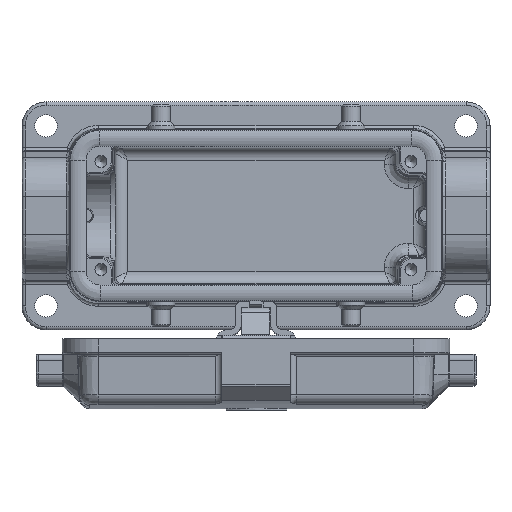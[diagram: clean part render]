
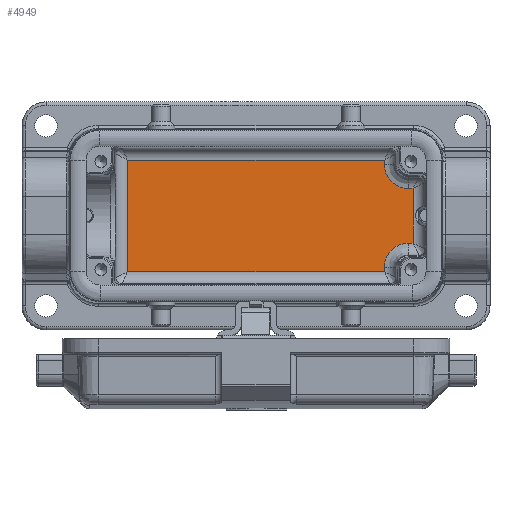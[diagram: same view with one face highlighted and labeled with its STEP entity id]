
A CAD part, top view. The second image highlights one B-rep face of the part: STEP entity #4949.
In plain terms, the highlighted planar face has unit normal (0, 0, 1).
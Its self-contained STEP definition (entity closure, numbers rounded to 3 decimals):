
#3677=FACE_OUTER_BOUND('',#8613,.T.);
#4949=ADVANCED_FACE('',(#3677),#5733,.F.);
#5733=PLANE('',#17679);
#6467=LINE('',#23988,#7506);
#6468=LINE('',#23991,#7507);
#6469=LINE('',#23995,#7508);
#6470=LINE('',#23997,#7509);
#6471=LINE('',#23999,#7510);
#6472=LINE('',#24001,#7511);
#6473=LINE('',#24003,#7512);
#6474=LINE('',#24007,#7513);
#7506=VECTOR('',#19488,1.);
#7507=VECTOR('',#19489,1.);
#7508=VECTOR('',#19492,1.);
#7509=VECTOR('',#19493,1.);
#7510=VECTOR('',#19494,1.);
#7511=VECTOR('',#19495,1.);
#7512=VECTOR('',#19496,1.);
#7513=VECTOR('',#19499,1.);
#8613=EDGE_LOOP('',(#9808,#9809,#9810,#9811,#9812,#9813,#9814,#9815,#9816,
#9817));
#9808=ORIENTED_EDGE('',*,*,#15073,.T.);
#9809=ORIENTED_EDGE('',*,*,#15074,.T.);
#9810=ORIENTED_EDGE('',*,*,#15075,.T.);
#9811=ORIENTED_EDGE('',*,*,#15076,.T.);
#9812=ORIENTED_EDGE('',*,*,#15077,.T.);
#9813=ORIENTED_EDGE('',*,*,#15078,.T.);
#9814=ORIENTED_EDGE('',*,*,#15079,.T.);
#9815=ORIENTED_EDGE('',*,*,#15080,.T.);
#9816=ORIENTED_EDGE('',*,*,#15081,.T.);
#9817=ORIENTED_EDGE('',*,*,#15082,.T.);
#13728=VERTEX_POINT('',#23989);
#13729=VERTEX_POINT('',#23990);
#13730=VERTEX_POINT('',#23992);
#13731=VERTEX_POINT('',#23994);
#13732=VERTEX_POINT('',#23996);
#13733=VERTEX_POINT('',#23998);
#13734=VERTEX_POINT('',#24000);
#13735=VERTEX_POINT('',#24002);
#13736=VERTEX_POINT('',#24004);
#13737=VERTEX_POINT('',#24006);
#15073=EDGE_CURVE('',#13728,#13729,#6467,.T.);
#15074=EDGE_CURVE('',#13729,#13730,#6468,.T.);
#15075=EDGE_CURVE('',#13730,#13731,#16810,.T.);
#15076=EDGE_CURVE('',#13731,#13732,#6469,.T.);
#15077=EDGE_CURVE('',#13732,#13733,#6470,.T.);
#15078=EDGE_CURVE('',#13733,#13734,#6471,.T.);
#15079=EDGE_CURVE('',#13734,#13735,#6472,.T.);
#15080=EDGE_CURVE('',#13735,#13736,#6473,.T.);
#15081=EDGE_CURVE('',#13736,#13737,#16811,.T.);
#15082=EDGE_CURVE('',#13737,#13728,#6474,.T.);
#16810=ELLIPSE('',#17677,6.003,6.);
#16811=ELLIPSE('',#17678,6.003,6.);
#17677=AXIS2_PLACEMENT_3D('',#23993,#19490,#19491);
#17678=AXIS2_PLACEMENT_3D('',#24005,#19497,#19498);
#17679=AXIS2_PLACEMENT_3D('',#24008,#19500,#19501);
#19488=DIRECTION('',(0.,1.,0.));
#19489=DIRECTION('',(-1.,0.,0.));
#19490=DIRECTION('',(0.,0.,-1.));
#19491=DIRECTION('',(0.832,0.555,0.));
#19492=DIRECTION('',(0.,1.,0.));
#19493=DIRECTION('',(-1.,0.,0.));
#19494=DIRECTION('',(0.,-1.,0.));
#19495=DIRECTION('',(1.,0.,0.));
#19496=DIRECTION('',(0.,1.,0.));
#19497=DIRECTION('',(0.,0.,-1.));
#19498=DIRECTION('',(-0.832,0.555,0.));
#19499=DIRECTION('',(1.,0.,0.));
#19500=DIRECTION('',(0.,0.,-1.));
#19501=DIRECTION('',(-1.,0.,0.));
#23988=CARTESIAN_POINT('',(39.299,0.,-40.25));
#23989=CARTESIAN_POINT('',(39.299,-6.849,-40.25));
#23990=CARTESIAN_POINT('',(39.299,6.849,-40.25));
#23991=CARTESIAN_POINT('',(-42.247,6.849,-40.25));
#23992=CARTESIAN_POINT('',(38.073,6.849,-40.25));
#23993=CARTESIAN_POINT('',(38.076,12.85,-40.25));
#23994=CARTESIAN_POINT('',(32.073,12.848,-40.25));
#23995=CARTESIAN_POINT('',(32.073,17.75,-40.25));
#23996=CARTESIAN_POINT('',(32.073,13.966,-40.25));
#23997=CARTESIAN_POINT('',(-33.496,13.966,-40.25));
#23998=CARTESIAN_POINT('',(-32.073,13.966,-40.25));
#23999=CARTESIAN_POINT('',(-32.073,17.75,-40.25));
#24000=CARTESIAN_POINT('',(-32.073,-13.966,-40.25));
#24001=CARTESIAN_POINT('',(33.496,-13.966,-40.25));
#24002=CARTESIAN_POINT('',(32.073,-13.966,-40.25));
#24003=CARTESIAN_POINT('',(32.073,17.75,-40.25));
#24004=CARTESIAN_POINT('',(32.073,-12.848,-40.25));
#24005=CARTESIAN_POINT('',(38.076,-12.85,-40.25));
#24006=CARTESIAN_POINT('',(38.073,-6.849,-40.25));
#24007=CARTESIAN_POINT('',(-42.247,-6.849,-40.25));
#24008=CARTESIAN_POINT('',(-42.247,17.75,-40.25));
